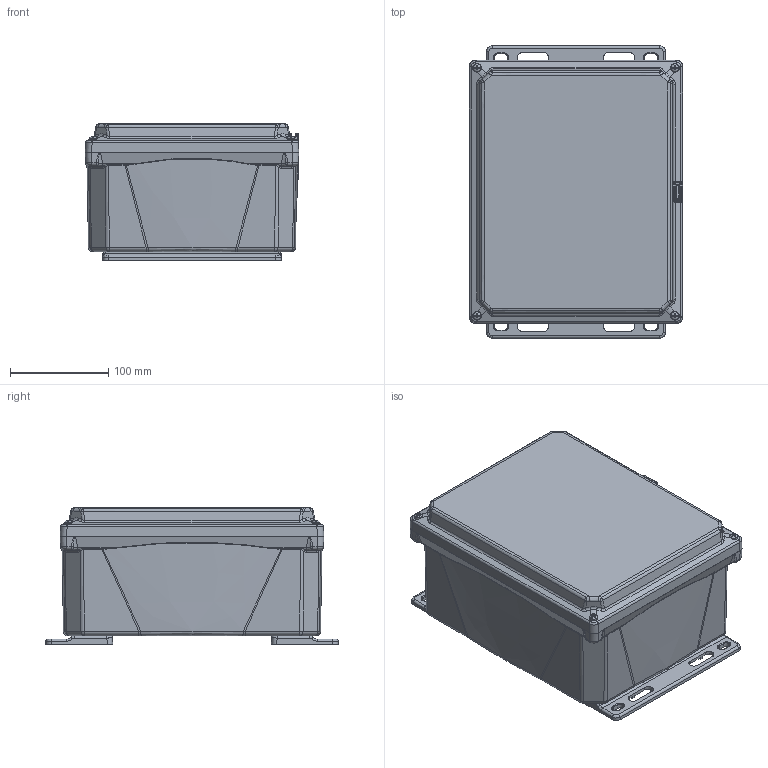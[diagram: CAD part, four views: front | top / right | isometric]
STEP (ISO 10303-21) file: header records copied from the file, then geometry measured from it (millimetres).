
FILE_DESCRIPTION((''),'2;1');
FILE_NAME('H10084SF_ASM','2016-12-09T',('tstokes'),(''),'CREO PARAMETRIC BY PTC INC, 2016050','CREO PARAMETRIC BY PTC INC, 2016050','');
FILE_SCHEMA(('CONFIG_CONTROL_DESIGN'));
Length unit declared in the file: inch
Products named in the file (9): H1084BS; 9912525-80-10; 9912521-80-10; H1084BS_ASM; H108CSO; MFLK8; 9912530-82-10; 9912538-82-10; H10084SF_ASM
Assembly tree (25 placements, depth 3):
  H10084SF_ASM
    H1084BS_ASM
      H1084BS
      9912525-80-10  x8
      9912521-80-10  x4
    H108CSO
    MFLK8  x2
    9912530-82-10  x4
    9912538-82-10  x4
Bounding box: 216.81 x 296.93 x 138.82 mm (x, y, z)
Volume: 1040019.9 mm3; surface area: 560740.5 mm2
Topology: 24 solids, 24 shells, 3570 faces, 8452 edges, 5078 vertices
Faces by surface type: cylinder 1470, plane 846, bspline 710, cone 308, sphere 124, torus 112
Entity records: 93977 total; most frequent: CARTESIAN_POINT 44499, ORIENTED_EDGE 11012, DIRECTION 9222, EDGE_CURVE 5506, AXIS2_PLACEMENT_3D 3544, VERTEX_POINT 3259, EDGE_LOOP 2441, FACE_OUTER_BOUND 2339
